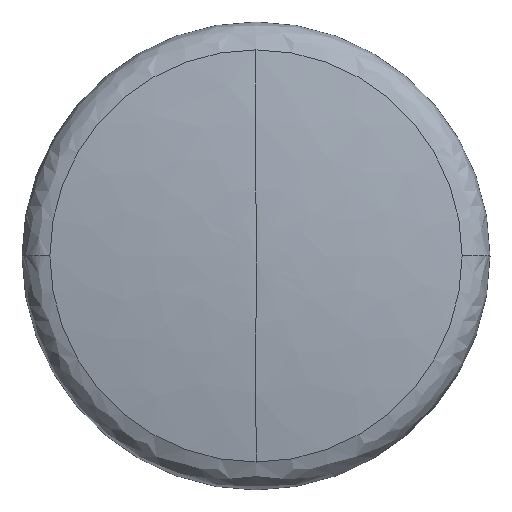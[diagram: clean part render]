
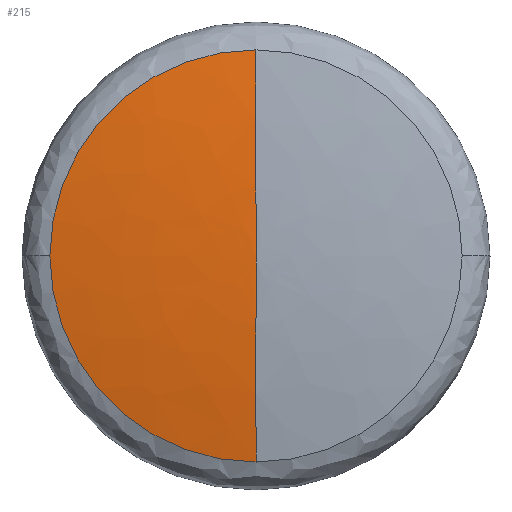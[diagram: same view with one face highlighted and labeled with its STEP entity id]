
A CAD part, top view. The second image highlights one B-rep face of the part: STEP entity #215.
In plain terms, the highlighted free-form (B-spline) face has degree [3, 3] with [4, 4] control points.
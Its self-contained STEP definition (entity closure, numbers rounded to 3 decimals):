
#13 = CARTESIAN_POINT ( 'NONE',  ( 0., 0., 3. ) ) ;
#14 = CARTESIAN_POINT ( 'NONE',  ( 0., -8.254, 2.657 ) ) ;
#16 = VERTEX_POINT ( 'NONE', #20 ) ;
#19 = CARTESIAN_POINT ( 'NONE',  ( 0., 0., 3. ) ) ;
#20 = CARTESIAN_POINT ( 'NONE',  ( 0., 12.331, 1.972 ) ) ;
#22 = DIRECTION ( 'NONE',  ( 0., 0., -1. ) ) ;
#29 = DIRECTION ( 'NONE',  ( 1., 0., 0. ) ) ;
#33 = CARTESIAN_POINT ( 'NONE',  ( -8.268, -4.134, 3. ) ) ;
#34 = CARTESIAN_POINT ( 'NONE',  ( -8.268, 4.134, 3. ) ) ;
#38 = CARTESIAN_POINT ( 'NONE',  ( 0., -12.331, 1.972 ) ) ;
#42 = ORIENTED_EDGE ( 'NONE', *, *, #130, .F. ) ;
#47 = CIRCLE ( 'NONE', #297, 74.5 ) ;
#61 = VERTEX_POINT ( 'NONE', #295 ) ;
#63 = EDGE_CURVE ( 'NONE', #16, #114, #47, .T. ) ;
#77 = CARTESIAN_POINT ( 'NONE',  ( 0., 12.331, 1.972 ) ) ;
#79 = CARTESIAN_POINT ( 'NONE',  ( 0., 8.254, 2.657 ) ) ;
#85 = CARTESIAN_POINT ( 'NONE',  ( 0., 0., 1.972 ) ) ;
#90 =( BOUNDED_SURFACE ( )  B_SPLINE_SURFACE ( 3, 3, ( 
 ( #38, #280, #185, #77 ),
 ( #14, #128, #304, #79 ),
 ( #214, #33, #34, #184 ),
 ( #155, #153, #255, #19 ) ),
 .UNSPECIFIED., .F., .F., .T. ) 
 B_SPLINE_SURFACE_WITH_KNOTS ( ( 4, 4 ),
 ( 4, 4 ),
 ( 0., 1. ),
 ( 0., 1. ),
 .UNSPECIFIED. ) 
 GEOMETRIC_REPRESENTATION_ITEM ( )  RATIONAL_B_SPLINE_SURFACE ( (
 ( 1., 0.333, 0.333, 1.),
 ( 0.998, 0.333, 0.333, 0.998),
 ( 0.998, 0.333, 0.333, 0.998),
 ( 1., 0.333, 0.333, 1.) ) ) 
 REPRESENTATION_ITEM ( '' )  SURFACE ( )  );
#98 = DIRECTION ( 'NONE',  ( 0., 0., -1. ) ) ;
#109 = ORIENTED_EDGE ( 'NONE', *, *, #63, .F. ) ;
#113 = CIRCLE ( 'NONE', #168, 12.331 ) ;
#114 = VERTEX_POINT ( 'NONE', #13 ) ;
#123 = FACE_OUTER_BOUND ( 'NONE', #151, .T. ) ;
#128 = CARTESIAN_POINT ( 'NONE',  ( -16.508, -8.254, 2.657 ) ) ;
#130 = EDGE_CURVE ( 'NONE', #285, #16, #166, .T. ) ;
#151 = EDGE_LOOP ( 'NONE', ( #296, #171, #109, #42 ) ) ;
#153 = CARTESIAN_POINT ( 'NONE',  ( 0., 0., 3. ) ) ;
#155 = CARTESIAN_POINT ( 'NONE',  ( 0., 0., 3. ) ) ;
#165 = EDGE_CURVE ( 'NONE', #61, #114, #309, .T. ) ;
#166 = CIRCLE ( 'NONE', #254, 12.331 ) ;
#168 = AXIS2_PLACEMENT_3D ( 'NONE', #236, #22, #262 ) ;
#171 = ORIENTED_EDGE ( 'NONE', *, *, #165, .T. ) ;
#184 = CARTESIAN_POINT ( 'NONE',  ( 0., 4.134, 3. ) ) ;
#185 = CARTESIAN_POINT ( 'NONE',  ( -24.662, 12.331, 1.972 ) ) ;
#186 = CARTESIAN_POINT ( 'NONE',  ( -12.331, 0., 1.972 ) ) ;
#198 = EDGE_CURVE ( 'NONE', #61, #285, #113, .T. ) ;
#208 = DIRECTION ( 'NONE',  ( 0., 0., -1. ) ) ;
#209 = DIRECTION ( 'NONE',  ( 1., 0., 0. ) ) ;
#214 = CARTESIAN_POINT ( 'NONE',  ( 0., -4.134, 3. ) ) ;
#215 = ADVANCED_FACE ( 'NONE', ( #123 ), #90, .T. ) ;
#235 = CARTESIAN_POINT ( 'NONE',  ( 0., 0., -71.5 ) ) ;
#236 = CARTESIAN_POINT ( 'NONE',  ( 0., 0., 1.972 ) ) ;
#254 = AXIS2_PLACEMENT_3D ( 'NONE', #85, #288, #29 ) ;
#255 = CARTESIAN_POINT ( 'NONE',  ( 0., 0., 3. ) ) ;
#262 = DIRECTION ( 'NONE',  ( 1., 0., 0. ) ) ;
#269 = AXIS2_PLACEMENT_3D ( 'NONE', #298, #294, #208 ) ;
#280 = CARTESIAN_POINT ( 'NONE',  ( -24.662, -12.331, 1.972 ) ) ;
#285 = VERTEX_POINT ( 'NONE', #186 ) ;
#288 = DIRECTION ( 'NONE',  ( 0., 0., -1. ) ) ;
#294 = DIRECTION ( 'NONE',  ( -1., 0., 0. ) ) ;
#295 = CARTESIAN_POINT ( 'NONE',  ( 0., -12.331, 1.972 ) ) ;
#296 = ORIENTED_EDGE ( 'NONE', *, *, #198, .F. ) ;
#297 = AXIS2_PLACEMENT_3D ( 'NONE', #235, #209, #98 ) ;
#298 = CARTESIAN_POINT ( 'NONE',  ( 0., 0., -71.5 ) ) ;
#304 = CARTESIAN_POINT ( 'NONE',  ( -16.508, 8.254, 2.657 ) ) ;
#309 = CIRCLE ( 'NONE', #269, 74.5 ) ;
